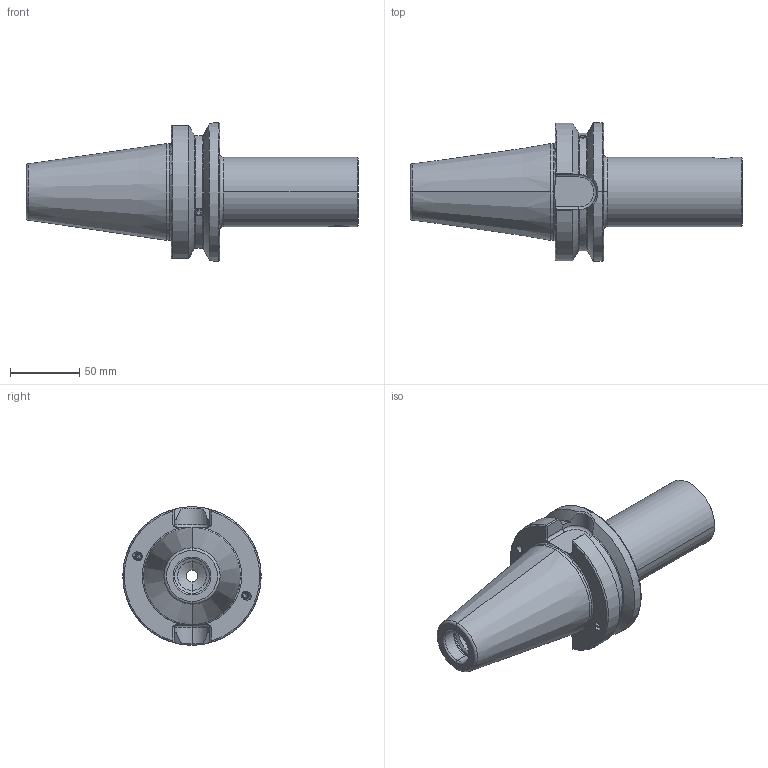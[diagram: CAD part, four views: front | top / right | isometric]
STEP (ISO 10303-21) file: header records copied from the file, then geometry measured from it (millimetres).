
FILE_DESCRIPTION (( 'STEP AP203' ), '1' );
FILE_NAME ('A34.550.050.138.STEP', '2019-07-16T14:08:10', ( '' ), ( '' ), 'SwSTEP 2.0', 'SolidWorks 2017', '' );
FILE_SCHEMA (( 'CONFIG_CONTROL_DESIGN' ));
Length unit declared in the file: millimetre
Products named in the file (4): WH5-ER1.001.017; A34.550.050.138; ISO 4026 - M6 x 5_PreviewCfg; BB5-WH5.K01.138_C
Assembly tree (7 placements, depth 2):
  A34.550.050.138
    BB5-WH5.K01.138_C
    WH5-ER1.001.017  x2
    ISO 4026 - M6 x 5_PreviewCfg  x4
Bounding box: 239.8 x 100 x 100 mm (x, y, z)
Volume: 639496.1 mm3; surface area: 74728.6 mm2
Topology: 7 solids, 7 shells, 240 faces, 567 edges, 341 vertices
Faces by surface type: plane 84, cylinder 65, cone 56, torus 33, bspline 2
Entity records: 6379 total; most frequent: CARTESIAN_POINT 2011, ORIENTED_EDGE 814, DIRECTION 809, EDGE_CURVE 407, AXIS2_PLACEMENT_3D 326, VERTEX_POINT 246, EDGE_LOOP 181, FACE_OUTER_BOUND 167
